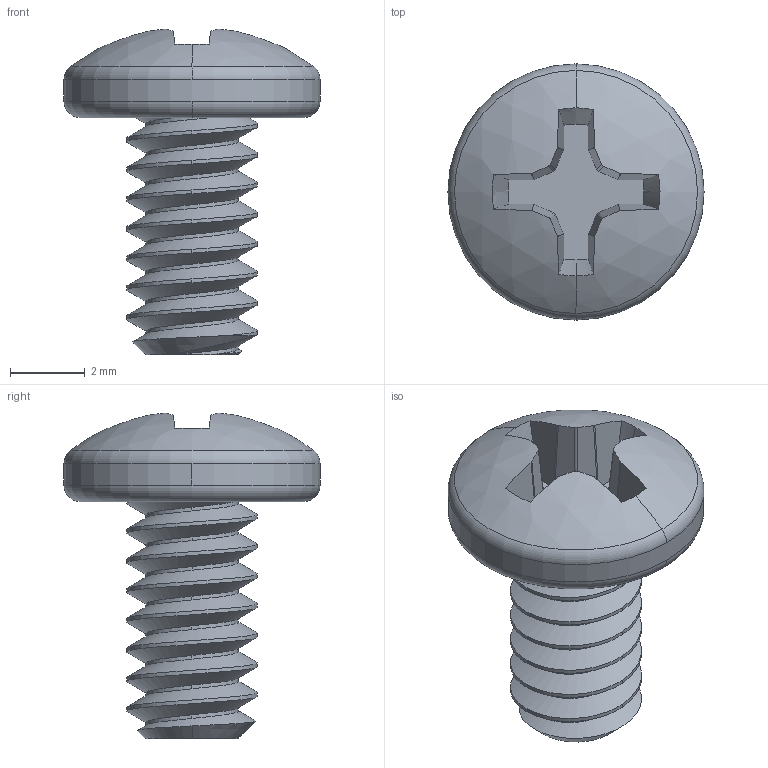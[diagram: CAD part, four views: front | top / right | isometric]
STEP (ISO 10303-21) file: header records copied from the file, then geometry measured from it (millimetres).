
FILE_DESCRIPTION (( 'STEP AP203' ), '1' );
FILE_NAME ('90272A144.STEP', '2015-08-14T15:49:44', ( 'Kyle' ), ( 'Microsoft' ), 'SwSTEP 2.0', 'SolidWorks 2014', '' );
FILE_SCHEMA (( 'CONFIG_CONTROL_DESIGN' ));
Length unit declared in the file: inch
Products named in the file (1): 90272A144
Bounding box: 6.86 x 6.86 x 8.72 mm (x, y, z)
Volume: 100 mm3; surface area: 224.5 mm2
Topology: 1 solids, 1 shells, 92 faces, 262 edges, 173 vertices
Faces by surface type: cylinder 55, plane 19, cone 9, torus 4, bspline 3, sphere 2
Entity records: 3902 total; most frequent: CARTESIAN_POINT 1718, ORIENTED_EDGE 524, DIRECTION 376, EDGE_CURVE 262, VERTEX_POINT 173, AXIS2_PLACEMENT_3D 145, EDGE_LOOP 93, ADVANCED_FACE 92
